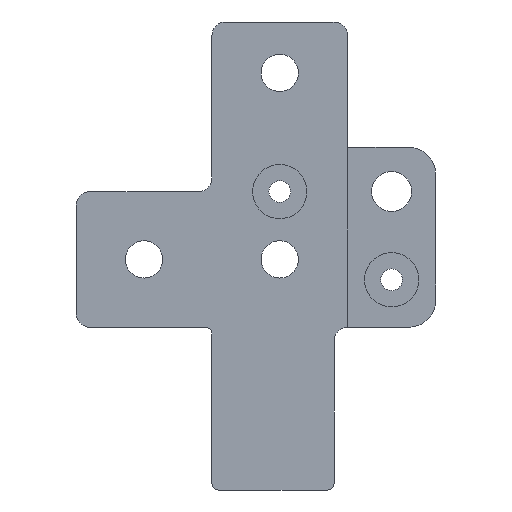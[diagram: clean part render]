
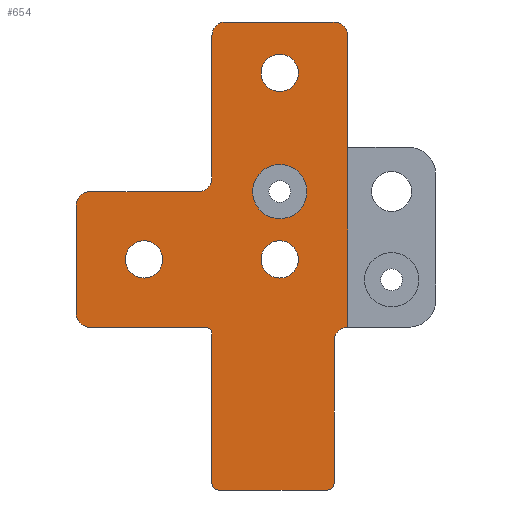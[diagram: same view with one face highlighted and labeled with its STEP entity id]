
A CAD part, front view. The second image highlights one B-rep face of the part: STEP entity #654.
In plain terms, the highlighted planar face has unit normal (0, -1, 0).
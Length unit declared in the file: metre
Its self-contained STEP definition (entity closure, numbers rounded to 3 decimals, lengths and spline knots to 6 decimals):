
#30=CIRCLE('',#709,0.002);
#31=CIRCLE('',#712,0.002);
#32=CIRCLE('',#715,0.002);
#33=CIRCLE('',#718,0.002);
#34=CIRCLE('',#721,0.002);
#35=CIRCLE('',#723,0.00275);
#36=CIRCLE('',#725,0.00275);
#37=CIRCLE('',#728,0.00275);
#38=CIRCLE('',#730,0.004);
#39=CIRCLE('',#731,0.001);
#40=CIRCLE('',#732,0.002);
#41=CIRCLE('',#733,0.001);
#42=CIRCLE('',#734,0.001);
#173=ORIENTED_EDGE('',*,*,#309,.F.);
#174=ORIENTED_EDGE('',*,*,#310,.T.);
#175=ORIENTED_EDGE('',*,*,#311,.T.);
#176=ORIENTED_EDGE('',*,*,#312,.T.);
#177=ORIENTED_EDGE('',*,*,#313,.T.);
#178=ORIENTED_EDGE('',*,*,#297,.F.);
#179=ORIENTED_EDGE('',*,*,#300,.T.);
#180=ORIENTED_EDGE('',*,*,#302,.T.);
#181=ORIENTED_EDGE('',*,*,#304,.T.);
#182=ORIENTED_EDGE('',*,*,#307,.T.);
#183=ORIENTED_EDGE('',*,*,#287,.T.);
#184=ORIENTED_EDGE('',*,*,#290,.T.);
#185=ORIENTED_EDGE('',*,*,#292,.T.);
#186=ORIENTED_EDGE('',*,*,#294,.T.);
#187=ORIENTED_EDGE('',*,*,#295,.T.);
#188=ORIENTED_EDGE('',*,*,#254,.T.);
#189=ORIENTED_EDGE('',*,*,#314,.T.);
#190=ORIENTED_EDGE('',*,*,#315,.F.);
#191=ORIENTED_EDGE('',*,*,#316,.T.);
#192=ORIENTED_EDGE('',*,*,#306,.T.);
#193=ORIENTED_EDGE('',*,*,#305,.T.);
#194=ORIENTED_EDGE('',*,*,#308,.T.);
#254=EDGE_CURVE('',#343,#342,#406,.T.);
#287=EDGE_CURVE('',#369,#368,#30,.T.);
#290=EDGE_CURVE('',#368,#370,#424,.T.);
#292=EDGE_CURVE('',#370,#371,#31,.T.);
#294=EDGE_CURVE('',#371,#372,#427,.T.);
#295=EDGE_CURVE('',#372,#343,#32,.T.);
#297=EDGE_CURVE('',#373,#374,#429,.T.);
#300=EDGE_CURVE('',#373,#375,#33,.T.);
#302=EDGE_CURVE('',#375,#376,#433,.T.);
#304=EDGE_CURVE('',#376,#377,#34,.T.);
#305=EDGE_CURVE('',#378,#378,#35,.F.);
#306=EDGE_CURVE('',#379,#379,#36,.F.);
#307=EDGE_CURVE('',#377,#369,#435,.T.);
#308=EDGE_CURVE('',#380,#380,#37,.F.);
#309=EDGE_CURVE('',#381,#381,#38,.T.);
#310=EDGE_CURVE('',#382,#383,#436,.T.);
#311=EDGE_CURVE('',#383,#384,#39,.F.);
#312=EDGE_CURVE('',#384,#385,#437,.T.);
#313=EDGE_CURVE('',#385,#374,#40,.T.);
#314=EDGE_CURVE('',#342,#386,#41,.T.);
#315=EDGE_CURVE('',#387,#386,#438,.T.);
#316=EDGE_CURVE('',#387,#382,#42,.F.);
#342=VERTEX_POINT('',#980);
#343=VERTEX_POINT('',#982);
#368=VERTEX_POINT('',#1045);
#369=VERTEX_POINT('',#1047);
#370=VERTEX_POINT('',#1051);
#371=VERTEX_POINT('',#1055);
#372=VERTEX_POINT('',#1059);
#373=VERTEX_POINT('',#1065);
#374=VERTEX_POINT('',#1067);
#375=VERTEX_POINT('',#1071);
#376=VERTEX_POINT('',#1075);
#377=VERTEX_POINT('',#1079);
#378=VERTEX_POINT('',#1083);
#379=VERTEX_POINT('',#1086);
#380=VERTEX_POINT('',#1091);
#381=VERTEX_POINT('',#1094);
#382=VERTEX_POINT('',#1096);
#383=VERTEX_POINT('',#1097);
#384=VERTEX_POINT('',#1099);
#385=VERTEX_POINT('',#1101);
#386=VERTEX_POINT('',#1104);
#387=VERTEX_POINT('',#1106);
#406=LINE('',#981,#455);
#424=LINE('',#1052,#473);
#427=LINE('',#1060,#476);
#429=LINE('',#1066,#478);
#433=LINE('',#1076,#482);
#435=LINE('',#1088,#484);
#436=LINE('',#1095,#485);
#437=LINE('',#1100,#486);
#438=LINE('',#1105,#487);
#455=VECTOR('',#773,1.);
#473=VECTOR('',#841,1.);
#476=VECTOR('',#850,1.);
#478=VECTOR('',#858,1.);
#482=VECTOR('',#868,1.);
#484=VECTOR('',#884,1.);
#485=VECTOR('',#893,1.);
#486=VECTOR('',#896,1.);
#487=VECTOR('',#901,1.);
#528=EDGE_LOOP('',(#173));
#529=EDGE_LOOP('',(#174,#175,#176,#177,#178,#179,#180,#181,#182,#183,#184,
#185,#186,#187,#188,#189,#190,#191));
#530=EDGE_LOOP('',(#192));
#531=EDGE_LOOP('',(#193));
#532=EDGE_LOOP('',(#194));
#588=FACE_BOUND('',#528,.T.);
#589=FACE_BOUND('',#529,.T.);
#590=FACE_BOUND('',#530,.T.);
#591=FACE_BOUND('',#531,.T.);
#592=FACE_BOUND('',#532,.T.);
#627=PLANE('',#729);
#654=ADVANCED_FACE('',(#588,#589,#590,#591,#592),#627,.F.);
#709=AXIS2_PLACEMENT_3D('',#1046,#835,#836);
#712=AXIS2_PLACEMENT_3D('',#1056,#845,#846);
#715=AXIS2_PLACEMENT_3D('',#1062,#853,#854);
#718=AXIS2_PLACEMENT_3D('',#1072,#863,#864);
#721=AXIS2_PLACEMENT_3D('',#1080,#872,#873);
#723=AXIS2_PLACEMENT_3D('',#1082,#876,#877);
#725=AXIS2_PLACEMENT_3D('',#1085,#880,#881);
#728=AXIS2_PLACEMENT_3D('',#1090,#887,#888);
#729=AXIS2_PLACEMENT_3D('',#1092,#889,#890);
#730=AXIS2_PLACEMENT_3D('',#1093,#891,#892);
#731=AXIS2_PLACEMENT_3D('',#1098,#894,#895);
#732=AXIS2_PLACEMENT_3D('',#1102,#897,#898);
#733=AXIS2_PLACEMENT_3D('',#1103,#899,#900);
#734=AXIS2_PLACEMENT_3D('',#1107,#902,#903);
#773=DIRECTION('',(1.,0.,0.));
#835=DIRECTION('',(0.,1.,0.));
#836=DIRECTION('',(0.,0.,1.));
#841=DIRECTION('',(-1.,0.,0.));
#845=DIRECTION('',(0.,-1.,0.));
#846=DIRECTION('',(0.,0.,1.));
#850=DIRECTION('',(0.,0.,-1.));
#853=DIRECTION('',(0.,-1.,0.));
#854=DIRECTION('',(0.,0.,1.));
#858=DIRECTION('',(0.,0.,-1.));
#863=DIRECTION('',(0.,-1.,0.));
#864=DIRECTION('',(0.,0.,1.));
#868=DIRECTION('',(-1.,0.,0.));
#872=DIRECTION('',(0.,-1.,0.));
#873=DIRECTION('',(0.,0.,1.));
#876=DIRECTION('',(0.,-1.,0.));
#877=DIRECTION('',(0.,0.,1.));
#880=DIRECTION('',(0.,-1.,0.));
#881=DIRECTION('',(0.,0.,1.));
#884=DIRECTION('',(0.,0.,-1.));
#887=DIRECTION('',(0.,-1.,0.));
#888=DIRECTION('',(0.,0.,1.));
#889=DIRECTION('',(0.,1.,0.));
#890=DIRECTION('',(1.,0.,0.));
#891=DIRECTION('',(0.,-1.,0.));
#892=DIRECTION('',(0.,0.,1.));
#893=DIRECTION('',(1.,0.,0.));
#894=DIRECTION('',(0.,1.,0.));
#895=DIRECTION('',(0.,0.,1.));
#896=DIRECTION('',(0.,0.,1.));
#897=DIRECTION('',(0.,1.,0.));
#898=DIRECTION('',(0.,0.,1.));
#899=DIRECTION('',(0.,1.,0.));
#900=DIRECTION('',(0.,0.,1.));
#901=DIRECTION('',(0.,0.,1.));
#902=DIRECTION('',(0.,1.,0.));
#903=DIRECTION('',(0.,0.,1.));
#980=CARTESIAN_POINT('',(-0.081,0.,-0.045));
#981=CARTESIAN_POINT('',(-0.1,0.,-0.045));
#982=CARTESIAN_POINT('',(-0.098,0.,-0.045));
#1045=CARTESIAN_POINT('',(-0.082,0.,-0.025));
#1046=CARTESIAN_POINT('',(-0.082,0.,-0.023));
#1047=CARTESIAN_POINT('',(-0.08,0.,-0.023));
#1051=CARTESIAN_POINT('',(-0.098,0.,-0.025));
#1052=CARTESIAN_POINT('',(-0.08,0.,-0.025));
#1055=CARTESIAN_POINT('',(-0.1,0.,-0.027));
#1056=CARTESIAN_POINT('',(-0.098,0.,-0.027));
#1059=CARTESIAN_POINT('',(-0.1,0.,-0.043));
#1060=CARTESIAN_POINT('',(-0.1,0.,-0.025));
#1062=CARTESIAN_POINT('',(-0.098,0.,-0.043));
#1065=CARTESIAN_POINT('',(-0.06,0.,-0.002));
#1066=CARTESIAN_POINT('',(-0.06,0.,-0.031737));
#1067=CARTESIAN_POINT('',(-0.06,0.,-0.045));
#1071=CARTESIAN_POINT('',(-0.062,0.,0.));
#1072=CARTESIAN_POINT('',(-0.062,0.,-0.002));
#1075=CARTESIAN_POINT('',(-0.078,0.,0.));
#1076=CARTESIAN_POINT('',(-0.06,0.,0.));
#1079=CARTESIAN_POINT('',(-0.08,0.,-0.002));
#1080=CARTESIAN_POINT('',(-0.078,0.,-0.002));
#1082=CARTESIAN_POINT('',(-0.09,0.,-0.035));
#1083=CARTESIAN_POINT('',(-0.09,0.,-0.03225));
#1085=CARTESIAN_POINT('',(-0.07,0.,-0.0075));
#1086=CARTESIAN_POINT('',(-0.07,0.,-0.00475));
#1088=CARTESIAN_POINT('',(-0.08,0.,0.));
#1090=CARTESIAN_POINT('',(-0.07,0.,-0.035));
#1091=CARTESIAN_POINT('',(-0.07,0.,-0.03225));
#1092=CARTESIAN_POINT('',(-0.0735,0.,-0.0225));
#1093=CARTESIAN_POINT('',(-0.07,0.,-0.025));
#1094=CARTESIAN_POINT('',(-0.07,0.,-0.021));
#1095=CARTESIAN_POINT('',(-0.1,0.,-0.069));
#1096=CARTESIAN_POINT('',(-0.079,0.,-0.069));
#1097=CARTESIAN_POINT('',(-0.063,0.,-0.069));
#1098=CARTESIAN_POINT('',(-0.063,0.,-0.068));
#1099=CARTESIAN_POINT('',(-0.062,0.,-0.068));
#1100=CARTESIAN_POINT('',(-0.062,0.,-0.069));
#1101=CARTESIAN_POINT('',(-0.062,0.,-0.047));
#1102=CARTESIAN_POINT('',(-0.06,0.,-0.047));
#1103=CARTESIAN_POINT('',(-0.081,0.,-0.046));
#1104=CARTESIAN_POINT('',(-0.08,0.,-0.046));
#1105=CARTESIAN_POINT('',(-0.08,0.,-0.069));
#1106=CARTESIAN_POINT('',(-0.08,0.,-0.068));
#1107=CARTESIAN_POINT('',(-0.079,0.,-0.068));
